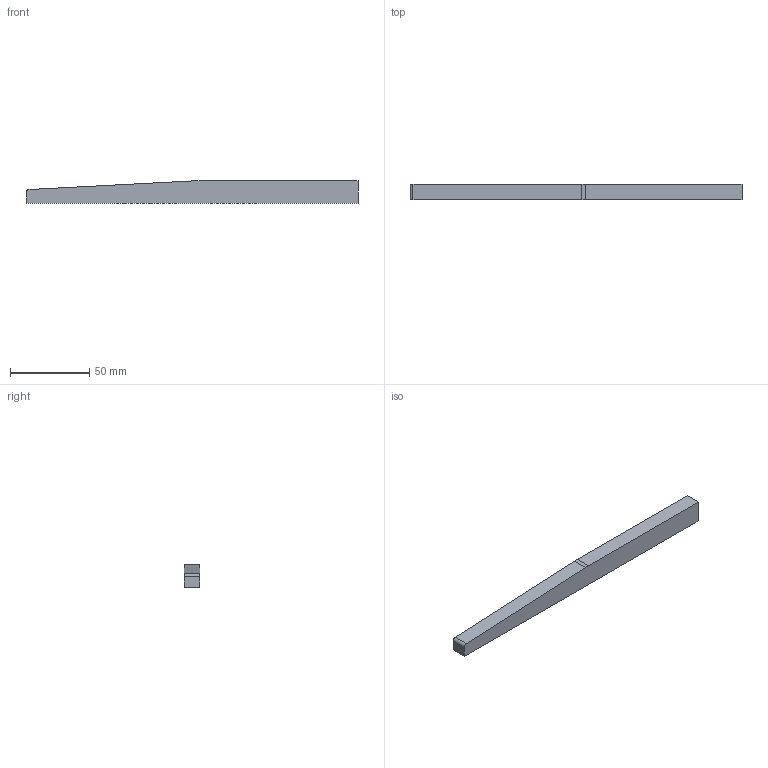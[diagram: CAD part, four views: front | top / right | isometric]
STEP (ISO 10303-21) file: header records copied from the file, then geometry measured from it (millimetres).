
FILE_DESCRIPTION(/* description */ (''),/* implementation_level */ '2;1');
FILE_NAME(/* name */ 'Chasse ejecteur v52.step',/* time_stamp */ '2024-09-19T10:10:38+02:00',/* author */ (''),/* organization */ (''),/* preprocessor_version */ 'ST-DEVELOPER v20',/* originating_system */ 'Autodesk Translation Framework v13.14.0.145',/* authorisation */ '');
FILE_SCHEMA (('AUTOMOTIVE_DESIGN { 1 0 10303 214 3 1 1 }'));
Length unit declared in the file: millimetre
Products named in the file (1): Mold cover
Bounding box: 210 x 10 x 14.5 mm (x, y, z)
Volume: 27271.6 mm3; surface area: 9880.6 mm2
Topology: 1 solids, 1 shells, 9 faces, 21 edges, 14 vertices
Faces by surface type: plane 7, cylinder 2
Entity records: 295 total; most frequent: DIRECTION 45, CARTESIAN_POINT 45, ORIENTED_EDGE 42, EDGE_CURVE 21, LINE 17, VECTOR 17, VERTEX_POINT 14, AXIS2_PLACEMENT_3D 14
